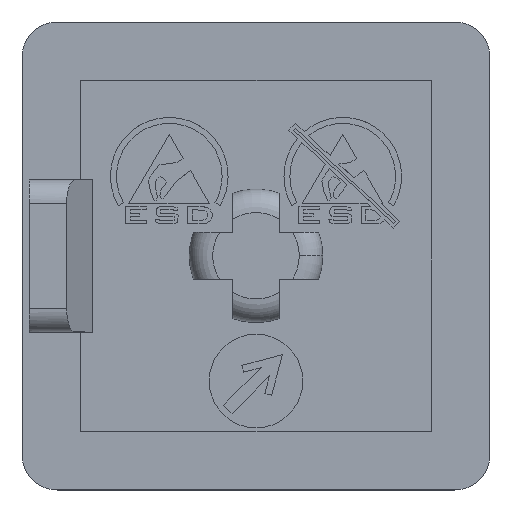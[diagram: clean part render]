
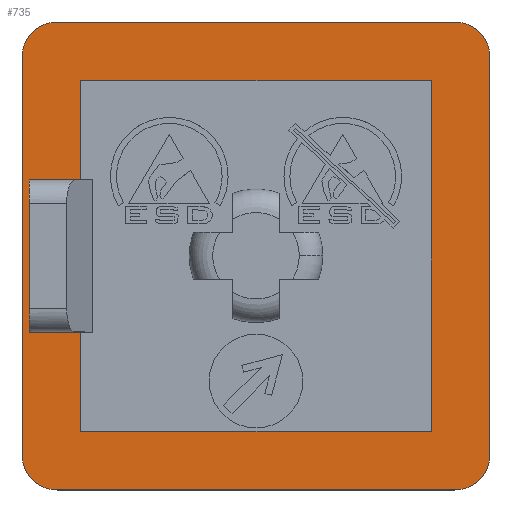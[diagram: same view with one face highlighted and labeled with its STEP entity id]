
A CAD part, top view. The second image highlights one B-rep face of the part: STEP entity #735.
In plain terms, the highlighted planar face has unit normal (0, 0, 1).
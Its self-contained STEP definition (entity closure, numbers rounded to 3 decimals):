
#44 = EDGE_CURVE ( 'NONE', #57, #321, #2585, .T. ) ;
#54 = EDGE_CURVE ( 'NONE', #3709, #814, #1735, .T. ) ;
#57 = VERTEX_POINT ( 'NONE', #8045 ) ;
#59 = VERTEX_POINT ( 'NONE', #8146 ) ;
#68 = EDGE_CURVE ( 'NONE', #59, #88, #3433, .T. ) ;
#88 = VERTEX_POINT ( 'NONE', #4086 ) ;
#128 = CIRCLE ( 'NONE', #5659, 1.5 ) ;
#138 = CARTESIAN_POINT ( 'NONE',  ( -9.7, 3.25, 2.5 ) ) ;
#172 = VECTOR ( 'NONE', #3737, 1000. ) ;
#286 = VERTEX_POINT ( 'NONE', #528 ) ;
#295 = VERTEX_POINT ( 'NONE', #2044 ) ;
#304 = DIRECTION ( 'NONE',  ( -1., 0., 0. ) ) ;
#321 = VERTEX_POINT ( 'NONE', #2181 ) ;
#457 = ORIENTED_EDGE ( 'NONE', *, *, #1756, .T. ) ;
#528 = CARTESIAN_POINT ( 'NONE',  ( -10., -8.5, 2.5 ) ) ;
#735 = ADVANCED_FACE ( 'NONE', ( #3244, #8512 ), #4115, .T. ) ;
#748 = VERTEX_POINT ( 'NONE', #3572 ) ;
#771 = CIRCLE ( 'NONE', #6562, 1.5 ) ;
#774 = VECTOR ( 'NONE', #7720, 1000. ) ;
#781 = VECTOR ( 'NONE', #3822, 1000. ) ;
#797 = CARTESIAN_POINT ( 'NONE',  ( -10., 10., 2.5 ) ) ;
#814 = VERTEX_POINT ( 'NONE', #2302 ) ;
#837 = VERTEX_POINT ( 'NONE', #2043 ) ;
#882 = VECTOR ( 'NONE', #4446, 1000. ) ;
#983 = ORIENTED_EDGE ( 'NONE', *, *, #5920, .T. ) ;
#1009 = LINE ( 'NONE', #7697, #774 ) ;
#1092 = LINE ( 'NONE', #4479, #882 ) ;
#1195 = CARTESIAN_POINT ( 'NONE',  ( 8.5, 10., 2.5 ) ) ;
#1476 = LINE ( 'NONE', #7593, #6127 ) ;
#1572 = ORIENTED_EDGE ( 'NONE', *, *, #6153, .T. ) ;
#1632 = ORIENTED_EDGE ( 'NONE', *, *, #3268, .F. ) ;
#1655 = VECTOR ( 'NONE', #4286, 1000. ) ;
#1725 = EDGE_CURVE ( 'NONE', #2635, #7211, #1092, .T. ) ;
#1735 = LINE ( 'NONE', #5805, #7834 ) ;
#1756 = EDGE_CURVE ( 'NONE', #2989, #2124, #771, .T. ) ;
#1897 = ORIENTED_EDGE ( 'NONE', *, *, #7177, .T. ) ;
#1966 = LINE ( 'NONE', #3175, #5611 ) ;
#2043 = CARTESIAN_POINT ( 'NONE',  ( 10., 8.5, 2.5 ) ) ;
#2044 = CARTESIAN_POINT ( 'NONE',  ( -7.5, 7.5, 2.5 ) ) ;
#2046 = ORIENTED_EDGE ( 'NONE', *, *, #8399, .T. ) ;
#2124 = VERTEX_POINT ( 'NONE', #2315 ) ;
#2181 = CARTESIAN_POINT ( 'NONE',  ( -9.7, -3.25, 2.5 ) ) ;
#2218 = ORIENTED_EDGE ( 'NONE', *, *, #54, .T. ) ;
#2302 = CARTESIAN_POINT ( 'NONE',  ( 8.5, -10., 2.5 ) ) ;
#2313 = ORIENTED_EDGE ( 'NONE', *, *, #5425, .F. ) ;
#2315 = CARTESIAN_POINT ( 'NONE',  ( -10., 8.5, 2.5 ) ) ;
#2585 = LINE ( 'NONE', #6497, #6828 ) ;
#2635 = VERTEX_POINT ( 'NONE', #138 ) ;
#2725 = CARTESIAN_POINT ( 'NONE',  ( -7.5, -7.5, 2.5 ) ) ;
#2957 = DIRECTION ( 'NONE',  ( 1., 0., 0. ) ) ;
#2967 = CARTESIAN_POINT ( 'NONE',  ( -8.5, 10., 2.5 ) ) ;
#2989 = VERTEX_POINT ( 'NONE', #2967 ) ;
#2998 = DIRECTION ( 'NONE',  ( 0., 0., 1. ) ) ;
#3025 = CARTESIAN_POINT ( 'NONE',  ( 8.5, 8.5, 2.5 ) ) ;
#3102 = DIRECTION ( 'NONE',  ( 0., 1., 0. ) ) ;
#3131 = CARTESIAN_POINT ( 'NONE',  ( 10., -8.5, 2.5 ) ) ;
#3175 = CARTESIAN_POINT ( 'NONE',  ( 7.5, 7.5, 2.5 ) ) ;
#3234 = EDGE_LOOP ( 'NONE', ( #983, #457, #4461, #3506, #2218, #2046, #5006, #1572 ) ) ;
#3244 = FACE_OUTER_BOUND ( 'NONE', #3234, .T. ) ;
#3268 = EDGE_CURVE ( 'NONE', #57, #59, #1009, .T. ) ;
#3308 = EDGE_CURVE ( 'NONE', #286, #3709, #128, .T. ) ;
#3390 = AXIS2_PLACEMENT_3D ( 'NONE', #3909, #4004, #3917 ) ;
#3412 = CARTESIAN_POINT ( 'NONE',  ( -8.5, -10., 2.5 ) ) ;
#3433 = LINE ( 'NONE', #2725, #781 ) ;
#3506 = ORIENTED_EDGE ( 'NONE', *, *, #3308, .T. ) ;
#3572 = CARTESIAN_POINT ( 'NONE',  ( 7.5, 7.5, 2.5 ) ) ;
#3694 = DIRECTION ( 'NONE',  ( -1., 0., 0. ) ) ;
#3702 = CARTESIAN_POINT ( 'NONE',  ( -7.5, 7.5, 2.5 ) ) ;
#3709 = VERTEX_POINT ( 'NONE', #3412 ) ;
#3737 = DIRECTION ( 'NONE',  ( 0., 1., 0. ) ) ;
#3820 = LINE ( 'NONE', #5955, #172 ) ;
#3822 = DIRECTION ( 'NONE',  ( 1., 0., 0. ) ) ;
#3909 = CARTESIAN_POINT ( 'NONE',  ( 10., -10., 2.5 ) ) ;
#3917 = DIRECTION ( 'NONE',  ( 1., 0., 0. ) ) ;
#4004 = DIRECTION ( 'NONE',  ( 0., 0., 1. ) ) ;
#4086 = CARTESIAN_POINT ( 'NONE',  ( 7.5, -7.5, 2.5 ) ) ;
#4100 = CIRCLE ( 'NONE', #4347, 1.5 ) ;
#4115 = PLANE ( 'NONE',  #3390 ) ;
#4217 = AXIS2_PLACEMENT_3D ( 'NONE', #3025, #2998, #2957 ) ;
#4249 = VECTOR ( 'NONE', #304, 1000. ) ;
#4286 = DIRECTION ( 'NONE',  ( 0., -1., 0. ) ) ;
#4305 = CARTESIAN_POINT ( 'NONE',  ( -10., 10., 2.5 ) ) ;
#4307 = DIRECTION ( 'NONE',  ( 1., 0., 0. ) ) ;
#4319 = DIRECTION ( 'NONE',  ( 0., 0., 1. ) ) ;
#4340 = CARTESIAN_POINT ( 'NONE',  ( -8.5, 8.5, 2.5 ) ) ;
#4347 = AXIS2_PLACEMENT_3D ( 'NONE', #4766, #4727, #4680 ) ;
#4446 = DIRECTION ( 'NONE',  ( 1., 0., 0. ) ) ;
#4461 = ORIENTED_EDGE ( 'NONE', *, *, #8458, .T. ) ;
#4479 = CARTESIAN_POINT ( 'NONE',  ( 10., 3.25, 2.5 ) ) ;
#4680 = DIRECTION ( 'NONE',  ( 1., 0., 0. ) ) ;
#4682 = LINE ( 'NONE', #797, #4249 ) ;
#4727 = DIRECTION ( 'NONE',  ( 0., 0., 1. ) ) ;
#4766 = CARTESIAN_POINT ( 'NONE',  ( 8.5, -8.5, 2.5 ) ) ;
#4907 = VECTOR ( 'NONE', #3694, 1000. ) ;
#5006 = ORIENTED_EDGE ( 'NONE', *, *, #5972, .T. ) ;
#5297 = LINE ( 'NONE', #4305, #1655 ) ;
#5425 = EDGE_CURVE ( 'NONE', #748, #295, #8672, .T. ) ;
#5611 = VECTOR ( 'NONE', #3102, 1000. ) ;
#5659 = AXIS2_PLACEMENT_3D ( 'NONE', #6233, #6133, #6208 ) ;
#5805 = CARTESIAN_POINT ( 'NONE',  ( -10., -10., 2.5 ) ) ;
#5870 = VECTOR ( 'NONE', #7254, 1000. ) ;
#5872 = VERTEX_POINT ( 'NONE', #1195 ) ;
#5886 = DIRECTION ( 'NONE',  ( 1., 0., 0. ) ) ;
#5920 = EDGE_CURVE ( 'NONE', #5872, #2989, #4682, .T. ) ;
#5955 = CARTESIAN_POINT ( 'NONE',  ( 10., 10., 2.5 ) ) ;
#5972 = EDGE_CURVE ( 'NONE', #6545, #837, #3820, .T. ) ;
#5979 = ORIENTED_EDGE ( 'NONE', *, *, #44, .T. ) ;
#6009 = ORIENTED_EDGE ( 'NONE', *, *, #6278, .F. ) ;
#6127 = VECTOR ( 'NONE', #8174, 1000. ) ;
#6133 = DIRECTION ( 'NONE',  ( 0., 0., 1. ) ) ;
#6153 = EDGE_CURVE ( 'NONE', #837, #5872, #6451, .T. ) ;
#6208 = DIRECTION ( 'NONE',  ( 1., 0., 0. ) ) ;
#6233 = CARTESIAN_POINT ( 'NONE',  ( -8.5, -8.5, 2.5 ) ) ;
#6278 = EDGE_CURVE ( 'NONE', #295, #7211, #1476, .T. ) ;
#6451 = CIRCLE ( 'NONE', #4217, 1.5 ) ;
#6497 = CARTESIAN_POINT ( 'NONE',  ( 10., -3.25, 2.5 ) ) ;
#6545 = VERTEX_POINT ( 'NONE', #3131 ) ;
#6562 = AXIS2_PLACEMENT_3D ( 'NONE', #4340, #4319, #4307 ) ;
#6828 = VECTOR ( 'NONE', #7399, 1000. ) ;
#6944 = CARTESIAN_POINT ( 'NONE',  ( -7.5, 3.25, 2.5 ) ) ;
#7177 = EDGE_CURVE ( 'NONE', #321, #2635, #7954, .T. ) ;
#7211 = VERTEX_POINT ( 'NONE', #6944 ) ;
#7254 = DIRECTION ( 'NONE',  ( 0., 1., 0. ) ) ;
#7399 = DIRECTION ( 'NONE',  ( -1., 0., 0. ) ) ;
#7593 = CARTESIAN_POINT ( 'NONE',  ( -7.5, 7.5, 2.5 ) ) ;
#7697 = CARTESIAN_POINT ( 'NONE',  ( -7.5, 7.5, 2.5 ) ) ;
#7720 = DIRECTION ( 'NONE',  ( 0., -1., 0. ) ) ;
#7834 = VECTOR ( 'NONE', #5886, 1000. ) ;
#7849 = CARTESIAN_POINT ( 'NONE',  ( -9.7, -10., 2.5 ) ) ;
#7954 = LINE ( 'NONE', #7849, #5870 ) ;
#7959 = EDGE_LOOP ( 'NONE', ( #1632, #5979, #1897, #8219, #6009, #2313, #8797, #7977 ) ) ;
#7977 = ORIENTED_EDGE ( 'NONE', *, *, #68, .F. ) ;
#8045 = CARTESIAN_POINT ( 'NONE',  ( -7.5, -3.25, 2.5 ) ) ;
#8146 = CARTESIAN_POINT ( 'NONE',  ( -7.5, -7.5, 2.5 ) ) ;
#8174 = DIRECTION ( 'NONE',  ( 0., -1., 0. ) ) ;
#8219 = ORIENTED_EDGE ( 'NONE', *, *, #1725, .T. ) ;
#8399 = EDGE_CURVE ( 'NONE', #814, #6545, #4100, .T. ) ;
#8458 = EDGE_CURVE ( 'NONE', #2124, #286, #5297, .T. ) ;
#8512 = FACE_BOUND ( 'NONE', #7959, .T. ) ;
#8631 = EDGE_CURVE ( 'NONE', #88, #748, #1966, .T. ) ;
#8672 = LINE ( 'NONE', #3702, #4907 ) ;
#8797 = ORIENTED_EDGE ( 'NONE', *, *, #8631, .F. ) ;
